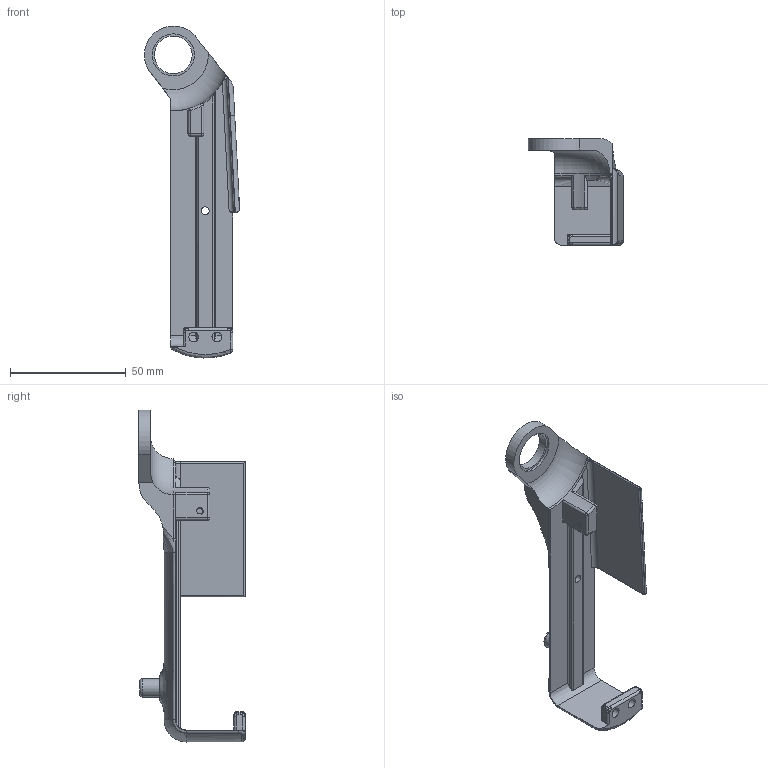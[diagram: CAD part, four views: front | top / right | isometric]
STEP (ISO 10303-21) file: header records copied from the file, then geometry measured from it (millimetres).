
FILE_DESCRIPTION(/* description */ (''),/* implementation_level */ '2;1');
FILE_NAME(/* name */ 'Left_MidLimb_Cover.step',/* time_stamp */ '2021-12-09T08:45:57-08:00',/* author */ (''),/* organization */ (''),/* preprocessor_version */ 'ST-DEVELOPER v18.1',/* originating_system */ 'Autodesk Translation Framework v10.10.0.1391',/* authorisation */ '');
FILE_SCHEMA (('AUTOMOTIVE_DESIGN { 1 0 10303 214 3 1 1 }'));
Length unit declared in the file: millimetre
Products named in the file (1): Left_MidLimb_Cover
Bounding box: 41.11 x 45.91 x 143.54 mm (x, y, z)
Volume: 29689 mm3; surface area: 15892.6 mm2
Topology: 1 solids, 1 shells, 194 faces, 523 edges, 332 vertices
Faces by surface type: bspline 70, cylinder 61, plane 43, torus 12, cone 4, sphere 4
Full cylindrical faces by diameter (mm): 2.529 x8, 3.086 x3, 3.4 x1, 4.199 x2, 6 x1, 8 x1, 16.299 x1, 18.201 x1
Entity records: 12974 total; most frequent: CARTESIAN_POINT 8706, ORIENTED_EDGE 1044, DIRECTION 624, EDGE_CURVE 522, VERTEX_POINT 332, B_SPLINE_CURVE_WITH_KNOTS 251, AXIS2_PLACEMENT_3D 235, EDGE_LOOP 206
